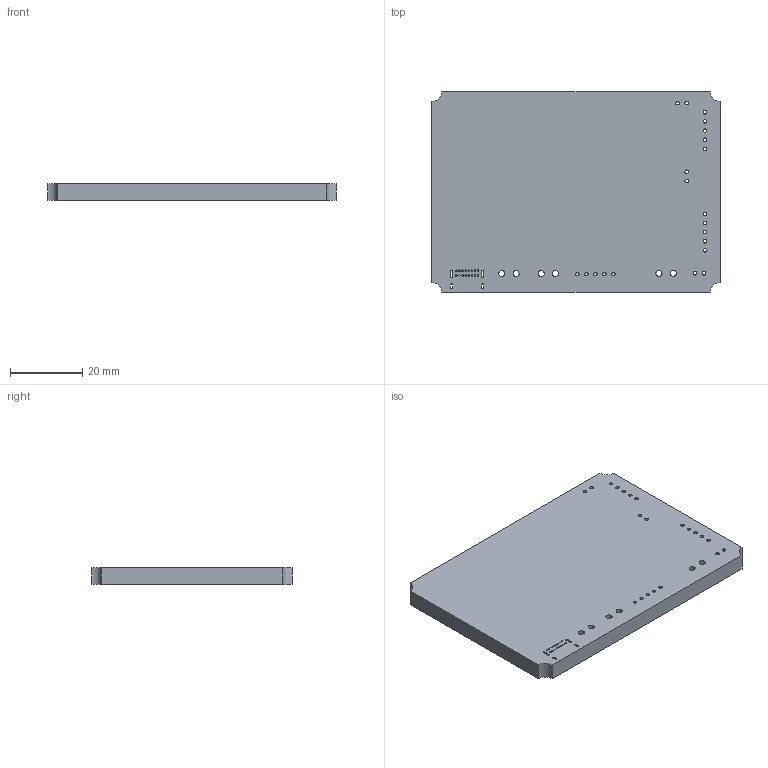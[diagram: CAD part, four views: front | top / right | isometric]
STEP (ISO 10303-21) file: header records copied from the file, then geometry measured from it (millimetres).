
FILE_DESCRIPTION(('KiCad electronic assembly'),'2;1');
FILE_NAME('BTMS.step','2024-10-16T07:36:16',('Pcbnew'),('Kicad'), 'Open CASCADE STEP processor 7.6','KiCad to STEP converter','Unknown' );
FILE_SCHEMA(('AUTOMOTIVE_DESIGN { 1 0 10303 214 1 1 1 1 }'));
Length unit declared in the file: millimetre
Products named in the file (2): BTMS 1; BTMS_PCB
Assembly tree (1 placements, depth 2):
  BTMS 1
    BTMS_PCB
Bounding box: 80.12 x 55.81 x 4.69 mm (x, y, z)
Volume: 20688.4 mm3; surface area: 10703.8 mm2
Topology: 1 solids, 1 shells, 69 faces, 201 edges, 134 vertices
Faces by surface type: cylinder 55, plane 14
Full cylindrical faces by diameter (mm): 0.4 x16, 0.95 x5, 1 x16, 1.7 x6
Entity records: 2570 total; most frequent: DIRECTION 453, CARTESIAN_POINT 406, ORIENTED_EDGE 402, EDGE_CURVE 201, AXIS2_PLACEMENT_3D 181, FACE_BOUND 163, EDGE_LOOP 163, VERTEX_POINT 134
